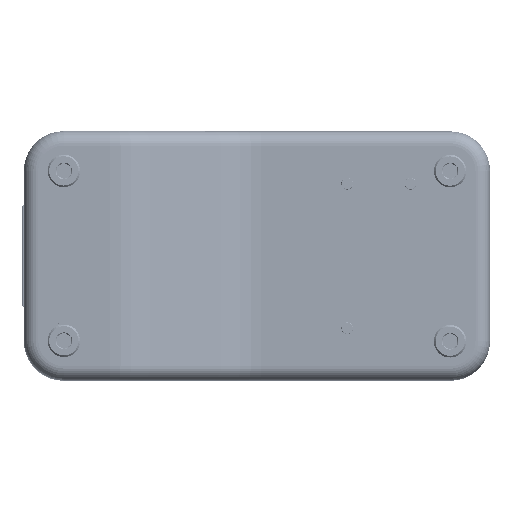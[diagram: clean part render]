
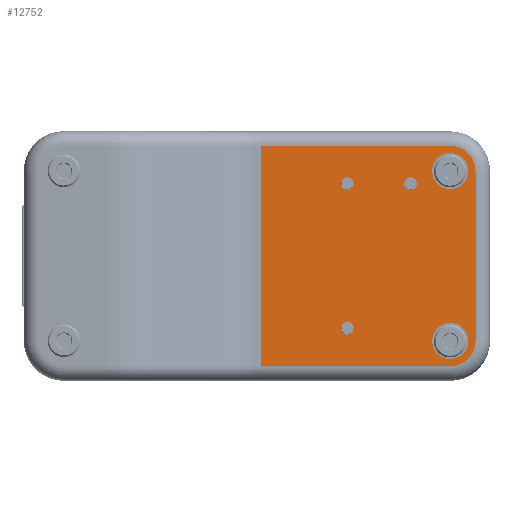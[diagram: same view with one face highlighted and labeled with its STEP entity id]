
A CAD part, top view. The second image highlights one B-rep face of the part: STEP entity #12752.
In plain terms, the highlighted planar face has unit normal (0, 0, 1).
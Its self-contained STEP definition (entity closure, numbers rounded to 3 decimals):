
#612=FACE_BOUND('',#2464,.T.);
#613=FACE_BOUND('',#2465,.T.);
#614=FACE_BOUND('',#2466,.T.);
#615=FACE_BOUND('',#2467,.T.);
#616=FACE_BOUND('',#2468,.T.);
#875=PLANE('',#13835);
#1666=FACE_OUTER_BOUND('',#2463,.T.);
#2463=EDGE_LOOP('',(#10298,#10299,#10300,#10301,#10302,#10303));
#2464=EDGE_LOOP('',(#10304));
#2465=EDGE_LOOP('',(#10305));
#2466=EDGE_LOOP('',(#10306));
#2467=EDGE_LOOP('',(#10307));
#2468=EDGE_LOOP('',(#10308));
#3516=LINE('',#19469,#4612);
#3517=LINE('',#19480,#4613);
#3529=LINE('',#19552,#4625);
#3534=LINE('',#19563,#4630);
#4612=VECTOR('',#16112,10.);
#4613=VECTOR('',#16125,10.);
#4625=VECTOR('',#16209,10.);
#4630=VECTOR('',#16226,10.);
#5244=CIRCLE('',#13764,0.875);
#5247=CIRCLE('',#13769,0.875);
#5250=CIRCLE('',#13774,0.875);
#5259=CIRCLE('',#13789,3.5);
#5286=CIRCLE('',#13830,3.5);
#5288=CIRCLE('',#13836,2.5);
#5289=CIRCLE('',#13837,2.5);
#5974=VERTEX_POINT('',#19423);
#5977=VERTEX_POINT('',#19432);
#5980=VERTEX_POINT('',#19441);
#5986=VERTEX_POINT('',#19462);
#5989=VERTEX_POINT('',#19467);
#5991=VERTEX_POINT('',#19472);
#5993=VERTEX_POINT('',#19478);
#6015=VERTEX_POINT('',#19544);
#6017=VERTEX_POINT('',#19550);
#6018=VERTEX_POINT('',#19565);
#6019=VERTEX_POINT('',#19567);
#7479=EDGE_CURVE('',#5974,#5974,#5244,.T.);
#7483=EDGE_CURVE('',#5977,#5977,#5247,.T.);
#7487=EDGE_CURVE('',#5980,#5980,#5250,.T.);
#7500=EDGE_CURVE('',#5989,#5986,#3516,.T.);
#7502=EDGE_CURVE('',#5991,#5989,#5259,.T.);
#7505=EDGE_CURVE('',#5993,#5991,#3517,.T.);
#7541=EDGE_CURVE('',#6017,#6015,#3529,.T.);
#7543=EDGE_CURVE('',#5986,#6017,#5286,.T.);
#7548=EDGE_CURVE('',#6015,#5993,#3534,.T.);
#7549=EDGE_CURVE('',#6018,#6018,#5288,.T.);
#7550=EDGE_CURVE('',#6019,#6019,#5289,.T.);
#10298=ORIENTED_EDGE('',*,*,#7541,.F.);
#10299=ORIENTED_EDGE('',*,*,#7543,.F.);
#10300=ORIENTED_EDGE('',*,*,#7500,.F.);
#10301=ORIENTED_EDGE('',*,*,#7502,.F.);
#10302=ORIENTED_EDGE('',*,*,#7505,.F.);
#10303=ORIENTED_EDGE('',*,*,#7548,.F.);
#10304=ORIENTED_EDGE('',*,*,#7479,.T.);
#10305=ORIENTED_EDGE('',*,*,#7483,.T.);
#10306=ORIENTED_EDGE('',*,*,#7487,.T.);
#10307=ORIENTED_EDGE('',*,*,#7549,.T.);
#10308=ORIENTED_EDGE('',*,*,#7550,.T.);
#12752=ADVANCED_FACE('',(#1666,#612,#613,#614,#615,#616),#875,.F.);
#13764=AXIS2_PLACEMENT_3D('',#19424,#16059,#16060);
#13769=AXIS2_PLACEMENT_3D('',#19433,#16070,#16071);
#13774=AXIS2_PLACEMENT_3D('',#19442,#16081,#16082);
#13789=AXIS2_PLACEMENT_3D('',#19474,#16117,#16118);
#13830=AXIS2_PLACEMENT_3D('',#19555,#16213,#16214);
#13835=AXIS2_PLACEMENT_3D('',#19564,#16227,#16228);
#13836=AXIS2_PLACEMENT_3D('',#19566,#16229,#16230);
#13837=AXIS2_PLACEMENT_3D('',#19568,#16231,#16232);
#16059=DIRECTION('center_axis',(0.,0.,-1.));
#16060=DIRECTION('ref_axis',(-1.,0.,0.));
#16070=DIRECTION('center_axis',(0.,0.,-1.));
#16071=DIRECTION('ref_axis',(-1.,0.,0.));
#16081=DIRECTION('center_axis',(0.,0.,-1.));
#16082=DIRECTION('ref_axis',(-1.,0.,0.));
#16112=DIRECTION('',(0.,-1.,0.));
#16117=DIRECTION('center_axis',(0.,0.,-1.));
#16118=DIRECTION('ref_axis',(0.707,0.707,0.));
#16125=DIRECTION('',(1.,0.,0.));
#16209=DIRECTION('',(-1.,0.,0.));
#16213=DIRECTION('center_axis',(0.,0.,-1.));
#16214=DIRECTION('ref_axis',(0.707,-0.707,0.));
#16226=DIRECTION('',(0.,1.,0.));
#16227=DIRECTION('center_axis',(0.,0.,-1.));
#16228=DIRECTION('ref_axis',(-1.,0.,0.));
#16229=DIRECTION('center_axis',(0.,0.,-1.));
#16230=DIRECTION('ref_axis',(-1.,0.,0.));
#16231=DIRECTION('center_axis',(0.,0.,-1.));
#16232=DIRECTION('ref_axis',(-1.,0.,0.));
#19423=CARTESIAN_POINT('',(13.375,10.,8.));
#19424=CARTESIAN_POINT('Origin',(12.5,10.,8.));
#19432=CARTESIAN_POINT('',(22.125,10.,8.));
#19433=CARTESIAN_POINT('Origin',(21.25,10.,8.));
#19441=CARTESIAN_POINT('',(13.375,-10.,8.));
#19442=CARTESIAN_POINT('Origin',(12.5,-10.,8.));
#19462=CARTESIAN_POINT('',(30.25,-11.75,8.));
#19467=CARTESIAN_POINT('',(30.25,11.75,8.));
#19469=CARTESIAN_POINT('',(30.25,-5.875,8.));
#19472=CARTESIAN_POINT('',(26.75,15.25,8.));
#19474=CARTESIAN_POINT('Origin',(26.75,11.75,8.));
#19478=CARTESIAN_POINT('',(0.608,15.25,8.));
#19480=CARTESIAN_POINT('',(29.5,15.25,8.));
#19544=CARTESIAN_POINT('',(0.608,-15.25,8.));
#19550=CARTESIAN_POINT('',(26.75,-15.25,8.));
#19552=CARTESIAN_POINT('',(2.75,-15.25,8.));
#19555=CARTESIAN_POINT('Origin',(26.75,-11.75,8.));
#19563=CARTESIAN_POINT('',(0.608,0.,8.));
#19564=CARTESIAN_POINT('Origin',(32.25,0.,8.));
#19565=CARTESIAN_POINT('',(29.25,11.75,8.));
#19566=CARTESIAN_POINT('Origin',(26.75,11.75,8.));
#19567=CARTESIAN_POINT('',(29.25,-11.75,8.));
#19568=CARTESIAN_POINT('Origin',(26.75,-11.75,8.));
